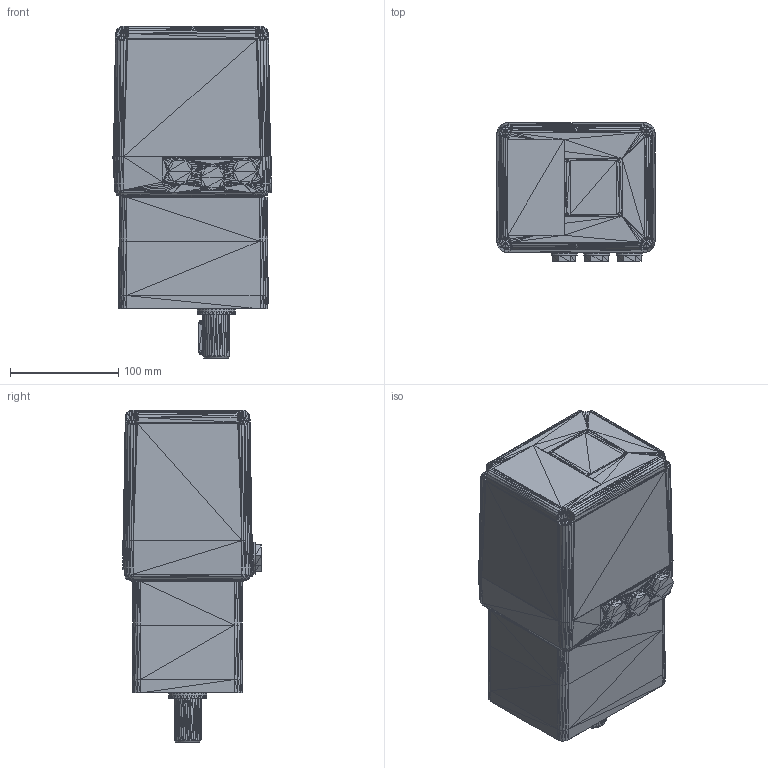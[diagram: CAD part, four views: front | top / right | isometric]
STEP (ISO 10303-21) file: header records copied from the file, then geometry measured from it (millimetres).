
FILE_DESCRIPTION(('HOOPS Exchange Step'),'2;1');
FILE_NAME('SQM91-92 gefuellt Haube 120.x_t.stp','2019-07-29T10:12:45+02:00',('batesont'),('Unknown organisation'),'HOOPS Exchange 2019.1','HOOPS Exchange','Unknown authorisation');
FILE_SCHEMA( ('AUTOMOTIVE_DESIGN { 1 0 10303 214 1 1 1 1 }') );
Length unit declared in the file: millimetre
Products named in the file (1): VOLUMENKÖRPER1
Bounding box: 146 x 128.1 x 306.3 mm (x, y, z)
Surface area: 173977 mm2 (no closed solid volume)
Topology: 0 solids, 381 shells, 7903 faces, 15600 edges, 7894 vertices
Faces by surface type: plane 7903
Entity records: 76070 total; most frequent: DIRECTION 15808, CARTESIAN_POINT 15798, AXIS2_PLACEMENT_3D 7904, PLANE 7903, POLY_LOOP 7903, FACE_OUTER_BOUND 7903, FACE_SURFACE 7903, OVER_RIDING_STYLED_ITEM 4864
